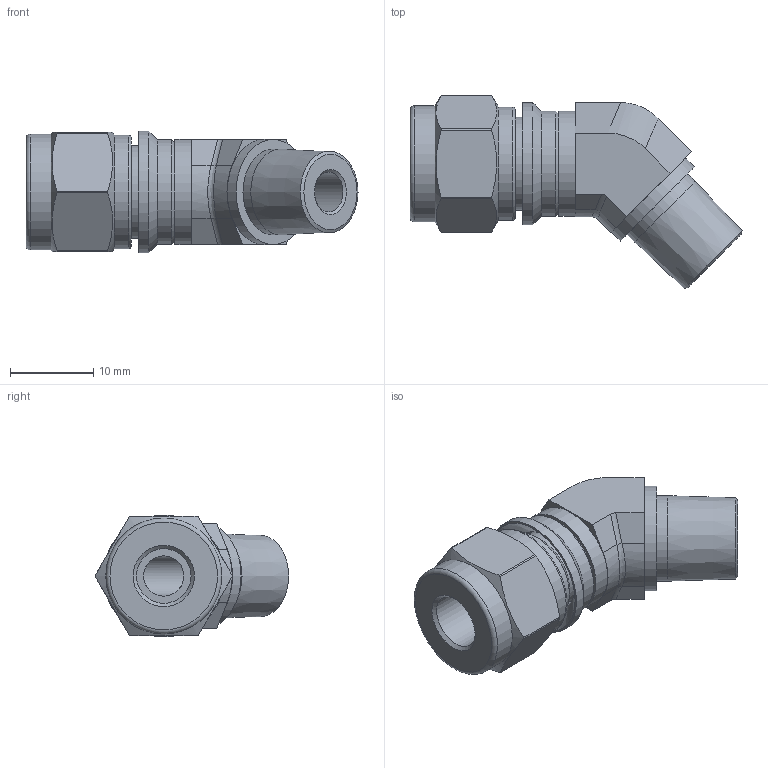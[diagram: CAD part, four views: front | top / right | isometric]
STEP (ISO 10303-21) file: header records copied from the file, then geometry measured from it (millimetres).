
FILE_DESCRIPTION(/* description */ (''),/* implementation_level */ '2;1');
FILE_NAME(/* name */ 'SHMEI-4-2N.stp',/* time_stamp */ '2022-05-10T11:02:44+09:00',/* author */ ('user'),/* organization */ (''),/* preprocessor_version */ 'ST-DEVELOPER v18.1',/* originating_system */ 'Autodesk Inventor 2022',/* authorisation */ '');
FILE_SCHEMA (('AUTOMOTIVE_DESIGN { 1 0 10303 214 3 1 1 }'));
Length unit declared in the file: millimetre
Products named in the file (1): SHME-4-2N
Bounding box: 39.81 x 23.17 x 14.6 mm (x, y, z)
Volume: 4300.4 mm3; surface area: 3119.1 mm2
Topology: 1 solids, 1 shells, 65 faces, 147 edges, 92 vertices
Faces by surface type: plane 26, cylinder 25, cone 11, torus 2, bspline 1
Full cylindrical faces by diameter (mm): 4.826 x2, 6.55 x1, 9.4 x1, 10.1 x1, 10.28 x1, 11.113 x1, 12.6 x2, 12.605 x1, 13.6 x1, 13.9 x1, 14.6 x1
Entity records: 1871 total; most frequent: CARTESIAN_POINT 348, DIRECTION 330, ORIENTED_EDGE 294, EDGE_CURVE 147, AXIS2_PLACEMENT_3D 130, VERTEX_POINT 92, EDGE_LOOP 75, LINE 70
